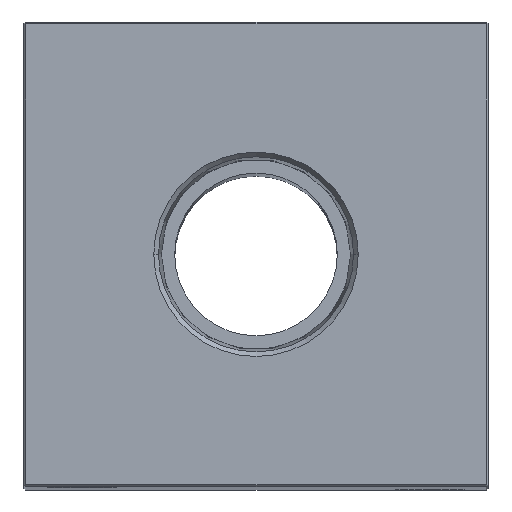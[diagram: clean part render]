
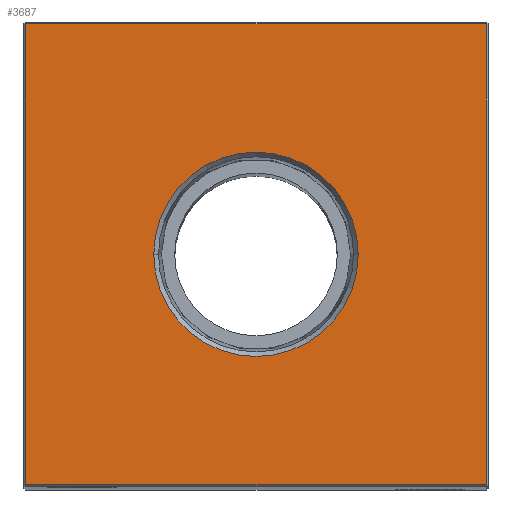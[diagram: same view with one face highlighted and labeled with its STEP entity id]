
A CAD part, top view. The second image highlights one B-rep face of the part: STEP entity #3687.
In plain terms, the highlighted planar face has unit normal (0, 0, 1).
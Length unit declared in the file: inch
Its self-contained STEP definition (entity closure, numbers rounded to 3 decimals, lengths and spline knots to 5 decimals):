
#617 = LINE ( 'NONE', #10442, #22492 ) ;
#1663 = CARTESIAN_POINT ( 'NONE',  ( 0., -1.24, 10.5 ) ) ;
#2883 = VECTOR ( 'NONE', #4867, 39.37008 ) ;
#3687 = ADVANCED_FACE ( 'NONE', ( #8558, #18352 ), #28155, .F. ) ;
#3738 = DIRECTION ( 'NONE',  ( 1., 0., 0. ) ) ;
#4818 = EDGE_CURVE ( 'NONE', #27735, #7466, #20413, .T. ) ;
#4867 = DIRECTION ( 'NONE',  ( 0., -1., 0. ) ) ;
#5818 = LINE ( 'NONE', #15628, #5848 ) ;
#5848 = VECTOR ( 'NONE', #25407, 39.37008 ) ;
#6164 = CARTESIAN_POINT ( 'NONE',  ( 1.24, -1.24, 10.5 ) ) ;
#6591 = AXIS2_PLACEMENT_3D ( 'NONE', #29093, #7083, #16887 ) ;
#7083 = DIRECTION ( 'NONE',  ( 0., 0., 1. ) ) ;
#7466 = VERTEX_POINT ( 'NONE', #7792 ) ;
#7792 = CARTESIAN_POINT ( 'NONE',  ( 0.5499, 0., 10.5 ) ) ;
#7811 = CARTESIAN_POINT ( 'NONE',  ( -1.24, -1.24, 10.5 ) ) ;
#8387 = ORIENTED_EDGE ( 'NONE', *, *, #21854, .T. ) ;
#8558 = FACE_OUTER_BOUND ( 'NONE', #9621, .T. ) ;
#8871 = DIRECTION ( 'NONE',  ( 0., 0., -1. ) ) ;
#9278 = VERTEX_POINT ( 'NONE', #24682 ) ;
#9621 = EDGE_LOOP ( 'NONE', ( #8387, #27986, #25565, #23145 ) ) ;
#10442 = CARTESIAN_POINT ( 'NONE',  ( 1.24, 0., 10.5 ) ) ;
#10956 = ORIENTED_EDGE ( 'NONE', *, *, #16688, .F. ) ;
#10976 = CIRCLE ( 'NONE', #28940, 0.5499 ) ;
#11366 = EDGE_LOOP ( 'NONE', ( #10956, #18336 ) ) ;
#11506 = DIRECTION ( 'NONE',  ( 1., 0., 0. ) ) ;
#14998 = VERTEX_POINT ( 'NONE', #7811 ) ;
#15628 = CARTESIAN_POINT ( 'NONE',  ( 0., 1.24, 10.5 ) ) ;
#15980 = CARTESIAN_POINT ( 'NONE',  ( 0., 0., 10.5 ) ) ;
#16680 = VERTEX_POINT ( 'NONE', #6164 ) ;
#16688 = EDGE_CURVE ( 'NONE', #7466, #27735, #10976, .T. ) ;
#16887 = DIRECTION ( 'NONE',  ( 1., 0., 0. ) ) ;
#16895 = EDGE_CURVE ( 'NONE', #9278, #22370, #5818, .T. ) ;
#17109 = LINE ( 'NONE', #26896, #2883 ) ;
#17220 = CARTESIAN_POINT ( 'NONE',  ( -0.5499, 0., 10.5 ) ) ;
#18304 = EDGE_CURVE ( 'NONE', #14998, #16680, #23692, .T. ) ;
#18336 = ORIENTED_EDGE ( 'NONE', *, *, #4818, .F. ) ;
#18352 = FACE_BOUND ( 'NONE', #11366, .T. ) ;
#18687 = DIRECTION ( 'NONE',  ( -1., 0., 0. ) ) ;
#20241 = DIRECTION ( 'NONE',  ( 0., 1., 0. ) ) ;
#20413 = CIRCLE ( 'NONE', #6591, 0.5499 ) ;
#21854 = EDGE_CURVE ( 'NONE', #22370, #14998, #17109, .T. ) ;
#22370 = VERTEX_POINT ( 'NONE', #31156 ) ;
#22492 = VECTOR ( 'NONE', #20241, 39.37008 ) ;
#23145 = ORIENTED_EDGE ( 'NONE', *, *, #16895, .T. ) ;
#23245 = VECTOR ( 'NONE', #11506, 39.37008 ) ;
#23692 = LINE ( 'NONE', #1663, #23245 ) ;
#23785 = EDGE_CURVE ( 'NONE', #16680, #9278, #617, .T. ) ;
#24682 = CARTESIAN_POINT ( 'NONE',  ( 1.24, 1.24, 10.5 ) ) ;
#24885 = AXIS2_PLACEMENT_3D ( 'NONE', #30854, #8871, #18687 ) ;
#25407 = DIRECTION ( 'NONE',  ( -1., 0., 0. ) ) ;
#25565 = ORIENTED_EDGE ( 'NONE', *, *, #23785, .T. ) ;
#25758 = DIRECTION ( 'NONE',  ( 0., 0., 1. ) ) ;
#26896 = CARTESIAN_POINT ( 'NONE',  ( -1.24, 0., 10.5 ) ) ;
#27735 = VERTEX_POINT ( 'NONE', #17220 ) ;
#27986 = ORIENTED_EDGE ( 'NONE', *, *, #18304, .T. ) ;
#28155 = PLANE ( 'NONE',  #24885 ) ;
#28940 = AXIS2_PLACEMENT_3D ( 'NONE', #15980, #25758, #3738 ) ;
#29093 = CARTESIAN_POINT ( 'NONE',  ( 0., 0., 10.5 ) ) ;
#30854 = CARTESIAN_POINT ( 'NONE',  ( 0., 0., 10.5 ) ) ;
#31156 = CARTESIAN_POINT ( 'NONE',  ( -1.24, 1.24, 10.5 ) ) ;
